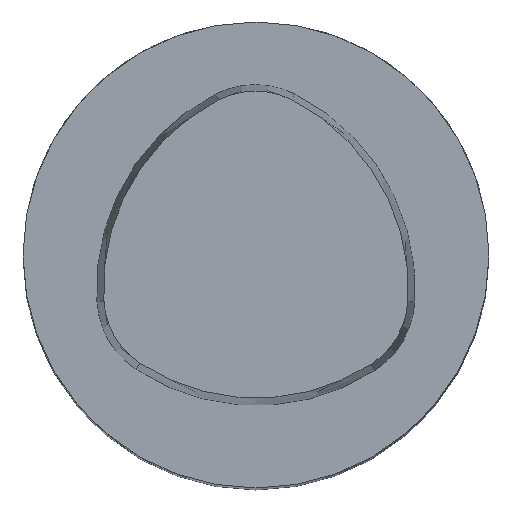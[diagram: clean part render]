
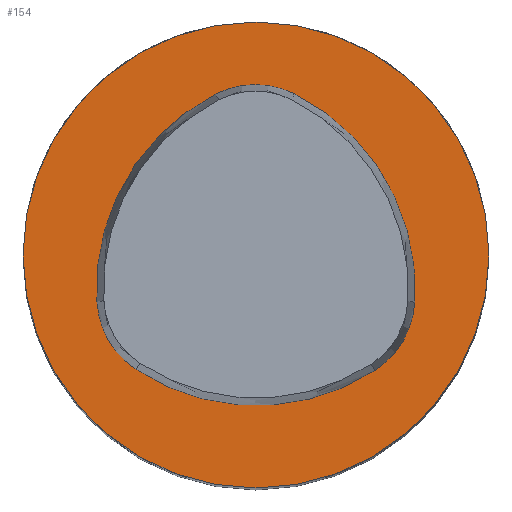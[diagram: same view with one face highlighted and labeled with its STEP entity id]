
A CAD part, top view. The second image highlights one B-rep face of the part: STEP entity #154.
In plain terms, the highlighted planar face has unit normal (0, 0, 1).
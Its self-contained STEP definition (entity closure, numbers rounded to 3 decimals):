
#154=ADVANCED_FACE('',(#204),#180,.T.);
#180=PLANE('',#616);
#204=FACE_OUTER_BOUND('',#246,.T.);
#246=EDGE_LOOP('',(#335));
#335=ORIENTED_EDGE('',*,*,#482,.F.);
#430=VERTEX_POINT('',#909);
#482=EDGE_CURVE('',#430,#430,#534,.T.);
#534=CIRCLE('',#609,16.);
#609=AXIS2_PLACEMENT_3D('',#908,#739,#740);
#616=AXIS2_PLACEMENT_3D('',#929,#757,#758);
#739=DIRECTION('',(0.,0.,-1.));
#740=DIRECTION('',(-1.,0.,0.));
#757=DIRECTION('',(0.,0.,1.));
#758=DIRECTION('',(-1.,0.,0.));
#908=CARTESIAN_POINT('',(0.,0.,0.));
#909=CARTESIAN_POINT('',(-16.,0.,0.));
#929=CARTESIAN_POINT('',(0.,0.,0.));
